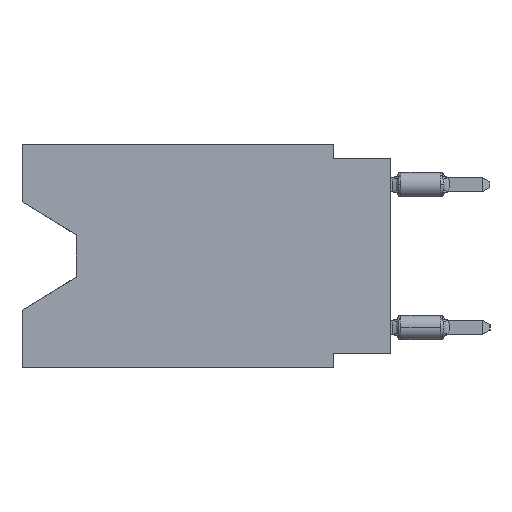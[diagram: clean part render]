
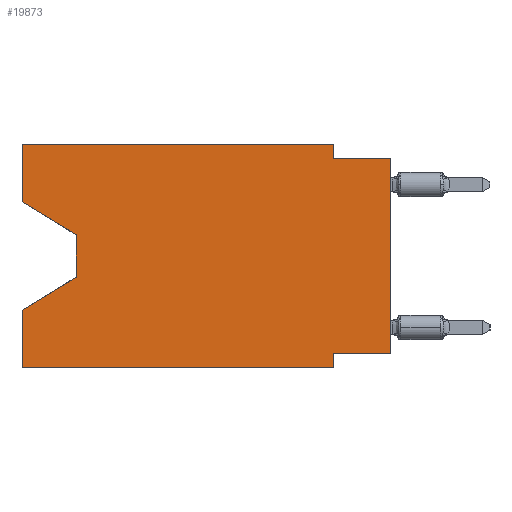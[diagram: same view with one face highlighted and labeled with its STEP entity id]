
A CAD part, left-side view. The second image highlights one B-rep face of the part: STEP entity #19873.
In plain terms, the highlighted planar face has unit normal (-1, 0, 0).
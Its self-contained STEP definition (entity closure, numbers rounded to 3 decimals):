
#60 = PLANE ( 'NONE',  #15668 ) ;
#401 = LINE ( 'NONE', #28624, #16760 ) ;
#490 = VECTOR ( 'NONE', #26979, 1000. ) ;
#1079 = ORIENTED_EDGE ( 'NONE', *, *, #2972, .F. ) ;
#2105 = LINE ( 'NONE', #22729, #8524 ) ;
#2432 = VECTOR ( 'NONE', #31459, 1000. ) ;
#2507 = CARTESIAN_POINT ( 'NONE',  ( 0., 0., -9.271 ) ) ;
#2972 = EDGE_CURVE ( 'NONE', #8847, #35761, #2105, .T. ) ;
#3769 = CARTESIAN_POINT ( 'NONE',  ( 0., 16.383, 0. ) ) ;
#4011 = VERTEX_POINT ( 'NONE', #8973 ) ;
#4473 = EDGE_CURVE ( 'NONE', #5641, #5222, #24812, .T. ) ;
#4945 = VERTEX_POINT ( 'NONE', #22740 ) ;
#5222 = VERTEX_POINT ( 'NONE', #33533 ) ;
#5358 = LINE ( 'NONE', #11368, #490 ) ;
#5641 = VERTEX_POINT ( 'NONE', #39125 ) ;
#5824 = CARTESIAN_POINT ( 'NONE',  ( 0., 2.54, -9.906 ) ) ;
#6623 = DIRECTION ( 'NONE',  ( 0., -1., 0. ) ) ;
#7234 = VERTEX_POINT ( 'NONE', #23879 ) ;
#7984 = LINE ( 'NONE', #13983, #39061 ) ;
#8524 = VECTOR ( 'NONE', #10725, 1000. ) ;
#8847 = VERTEX_POINT ( 'NONE', #36203 ) ;
#8973 = CARTESIAN_POINT ( 'NONE',  ( 0., 0., -0.635 ) ) ;
#9278 = CARTESIAN_POINT ( 'NONE',  ( 0., 16.383, 0. ) ) ;
#9847 = LINE ( 'NONE', #19451, #2432 ) ;
#10052 = LINE ( 'NONE', #15862, #29912 ) ;
#10178 = DIRECTION ( 'NONE',  ( 0., -0.855, -0.519 ) ) ;
#10516 = ORIENTED_EDGE ( 'NONE', *, *, #15031, .T. ) ;
#10725 = DIRECTION ( 'NONE',  ( 0., 0., -1. ) ) ;
#11102 = EDGE_CURVE ( 'NONE', #35761, #4011, #10052, .T. ) ;
#11368 = CARTESIAN_POINT ( 'NONE',  ( 0., 13.97, -5.893 ) ) ;
#11473 = DIRECTION ( 'NONE',  ( 0., 0., -1. ) ) ;
#12075 = EDGE_CURVE ( 'NONE', #27971, #5222, #9847, .T. ) ;
#12484 = LINE ( 'NONE', #27509, #20855 ) ;
#13382 = VECTOR ( 'NONE', #10178, 1000. ) ;
#13983 = CARTESIAN_POINT ( 'NONE',  ( 0., 0., 0. ) ) ;
#15025 = DIRECTION ( 'NONE',  ( 0., 0., -1. ) ) ;
#15031 = EDGE_CURVE ( 'NONE', #30889, #4011, #7984, .T. ) ;
#15668 = AXIS2_PLACEMENT_3D ( 'NONE', #9278, #18697, #33702 ) ;
#15862 = CARTESIAN_POINT ( 'NONE',  ( 0., 0., -0.635 ) ) ;
#15882 = CARTESIAN_POINT ( 'NONE',  ( 0., 16.383, 0. ) ) ;
#16760 = VECTOR ( 'NONE', #6623, 1000. ) ;
#18697 = DIRECTION ( 'NONE',  ( 1., 0., 0. ) ) ;
#19451 = CARTESIAN_POINT ( 'NONE',  ( 0., 16.383, -9.906 ) ) ;
#19473 = VECTOR ( 'NONE', #15025, 1000. ) ;
#19767 = ORIENTED_EDGE ( 'NONE', *, *, #21034, .F. ) ;
#19873 = ADVANCED_FACE ( 'NONE', ( #33500 ), #60, .F. ) ;
#20855 = VECTOR ( 'NONE', #21492, 1000. ) ;
#21034 = EDGE_CURVE ( 'NONE', #7234, #22911, #12484, .T. ) ;
#21492 = DIRECTION ( 'NONE',  ( 0., 0., 1. ) ) ;
#21957 = CARTESIAN_POINT ( 'NONE',  ( 0., 13.97, -5.893 ) ) ;
#22378 = LINE ( 'NONE', #3769, #31810 ) ;
#22729 = CARTESIAN_POINT ( 'NONE',  ( 0., 2.54, 0. ) ) ;
#22740 = CARTESIAN_POINT ( 'NONE',  ( 0., 13.97, -4.013 ) ) ;
#22767 = DIRECTION ( 'NONE',  ( 0., 0., 1. ) ) ;
#22911 = VERTEX_POINT ( 'NONE', #15882 ) ;
#23210 = ORIENTED_EDGE ( 'NONE', *, *, #38893, .T. ) ;
#23334 = EDGE_CURVE ( 'NONE', #22911, #8847, #401, .T. ) ;
#23414 = VECTOR ( 'NONE', #11473, 1000. ) ;
#23879 = CARTESIAN_POINT ( 'NONE',  ( 0., 16.383, -2.546 ) ) ;
#24812 = LINE ( 'NONE', #5824, #19473 ) ;
#26172 = CARTESIAN_POINT ( 'NONE',  ( 0., 16.383, -9.906 ) ) ;
#26302 = ORIENTED_EDGE ( 'NONE', *, *, #11102, .F. ) ;
#26979 = DIRECTION ( 'NONE',  ( 0., 0.855, -0.519 ) ) ;
#27509 = CARTESIAN_POINT ( 'NONE',  ( 0., 16.383, 0. ) ) ;
#27971 = VERTEX_POINT ( 'NONE', #26172 ) ;
#28263 = DIRECTION ( 'NONE',  ( 0., -1., 0. ) ) ;
#28300 = ORIENTED_EDGE ( 'NONE', *, *, #28859, .T. ) ;
#28334 = ORIENTED_EDGE ( 'NONE', *, *, #37522, .F. ) ;
#28624 = CARTESIAN_POINT ( 'NONE',  ( 0., 16.383, 0. ) ) ;
#28859 = EDGE_CURVE ( 'NONE', #4945, #35682, #35900, .T. ) ;
#28983 = LINE ( 'NONE', #31980, #13382 ) ;
#29577 = DIRECTION ( 'NONE',  ( 0., 1., 0. ) ) ;
#29681 = CARTESIAN_POINT ( 'NONE',  ( 0., 13.97, -4.013 ) ) ;
#29912 = VECTOR ( 'NONE', #28263, 1000. ) ;
#30889 = VERTEX_POINT ( 'NONE', #2507 ) ;
#31459 = DIRECTION ( 'NONE',  ( 0., -1., 0. ) ) ;
#31810 = VECTOR ( 'NONE', #22767, 1000. ) ;
#31860 = ORIENTED_EDGE ( 'NONE', *, *, #37694, .T. ) ;
#31980 = CARTESIAN_POINT ( 'NONE',  ( 0., 16.383, -2.546 ) ) ;
#32587 = CARTESIAN_POINT ( 'NONE',  ( 0., 16.383, -7.36 ) ) ;
#32776 = LINE ( 'NONE', #35596, #35023 ) ;
#32797 = DIRECTION ( 'NONE',  ( 0., 0., 1. ) ) ;
#33133 = ORIENTED_EDGE ( 'NONE', *, *, #4473, .F. ) ;
#33500 = FACE_OUTER_BOUND ( 'NONE', #34551, .T. ) ;
#33533 = CARTESIAN_POINT ( 'NONE',  ( 0., 2.54, -9.906 ) ) ;
#33702 = DIRECTION ( 'NONE',  ( 0., 0., -1. ) ) ;
#33809 = ORIENTED_EDGE ( 'NONE', *, *, #12075, .T. ) ;
#34551 = EDGE_LOOP ( 'NONE', ( #23210, #28300, #31860, #28334, #33809, #33133, #36512, #10516, #26302, #1079, #37804, #19767 ) ) ;
#35023 = VECTOR ( 'NONE', #29577, 1000. ) ;
#35596 = CARTESIAN_POINT ( 'NONE',  ( 0., 0., -9.271 ) ) ;
#35682 = VERTEX_POINT ( 'NONE', #21957 ) ;
#35761 = VERTEX_POINT ( 'NONE', #38382 ) ;
#35900 = LINE ( 'NONE', #29681, #23414 ) ;
#36203 = CARTESIAN_POINT ( 'NONE',  ( 0., 2.54, 0. ) ) ;
#36512 = ORIENTED_EDGE ( 'NONE', *, *, #37689, .F. ) ;
#37522 = EDGE_CURVE ( 'NONE', #27971, #39062, #22378, .T. ) ;
#37689 = EDGE_CURVE ( 'NONE', #30889, #5641, #32776, .T. ) ;
#37694 = EDGE_CURVE ( 'NONE', #35682, #39062, #5358, .T. ) ;
#37804 = ORIENTED_EDGE ( 'NONE', *, *, #23334, .F. ) ;
#38382 = CARTESIAN_POINT ( 'NONE',  ( 0., 2.54, -0.635 ) ) ;
#38893 = EDGE_CURVE ( 'NONE', #7234, #4945, #28983, .T. ) ;
#39061 = VECTOR ( 'NONE', #32797, 1000. ) ;
#39062 = VERTEX_POINT ( 'NONE', #32587 ) ;
#39125 = CARTESIAN_POINT ( 'NONE',  ( 0., 2.54, -9.271 ) ) ;
